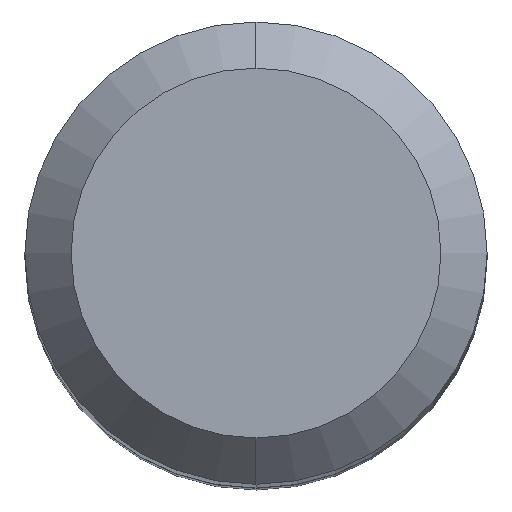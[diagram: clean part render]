
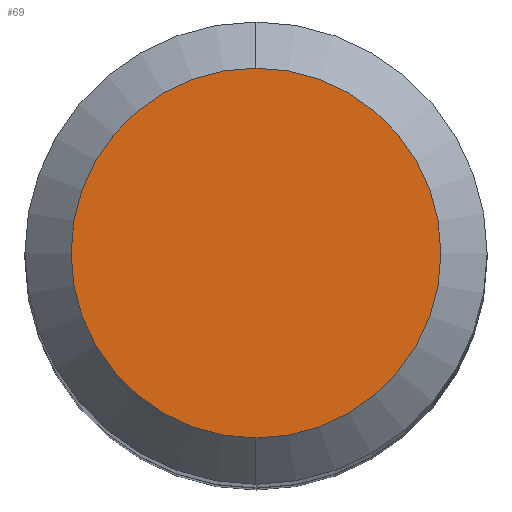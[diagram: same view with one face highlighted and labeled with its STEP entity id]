
A CAD part, top view. The second image highlights one B-rep face of the part: STEP entity #69.
In plain terms, the highlighted planar face has unit normal (0, 0, 1).
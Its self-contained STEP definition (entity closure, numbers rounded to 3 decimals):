
#69=ADVANCED_FACE('',(#150),#151,.T.);
#150=FACE_OUTER_BOUND('',#243,.T.);
#151=PLANE('',#244);
#243=EDGE_LOOP('',(#353,#354));
#244=AXIS2_PLACEMENT_3D('',#355,#356,#357);
#353=ORIENTED_EDGE('',*,*,#498,.F.);
#354=ORIENTED_EDGE('',*,*,#506,.F.);
#355=CARTESIAN_POINT('',(0.,2.0,40.0));
#356=DIRECTION('',(0.,0.0,1.0));
#357=DIRECTION('',(0.0,-1.0,0.0));
#498=EDGE_CURVE('',#584,#586,#587,.T.);
#506=EDGE_CURVE('',#586,#584,#596,.T.);
#584=VERTEX_POINT('',#681);
#586=VERTEX_POINT('',#684);
#587=CIRCLE('',#685,4.0);
#596=CIRCLE('',#697,4.0);
#681=CARTESIAN_POINT('',(0.,4.0,40.0));
#684=CARTESIAN_POINT('',(0.,-4.0,40.0));
#685=AXIS2_PLACEMENT_3D('',#767,#768,#769);
#697=AXIS2_PLACEMENT_3D('',#776,#777,#778);
#767=CARTESIAN_POINT('',(0.,0.,40.0));
#768=DIRECTION('',(0.,0.0,-1.0));
#769=DIRECTION('',(0.0,1.0,0.0));
#776=CARTESIAN_POINT('',(0.,0.,40.0));
#777=DIRECTION('',(0.,0.0,-1.0));
#778=DIRECTION('',(0.0,1.0,0.0));
